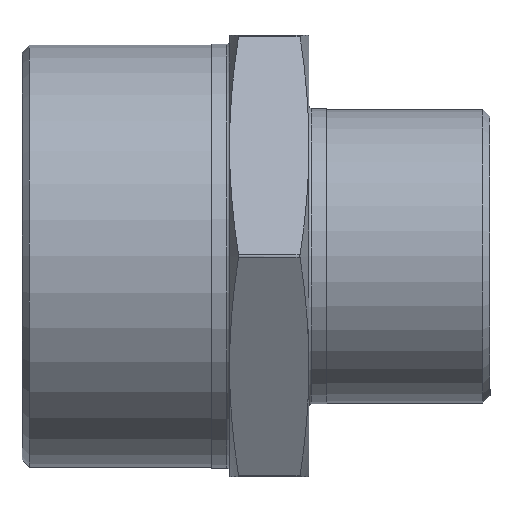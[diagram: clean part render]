
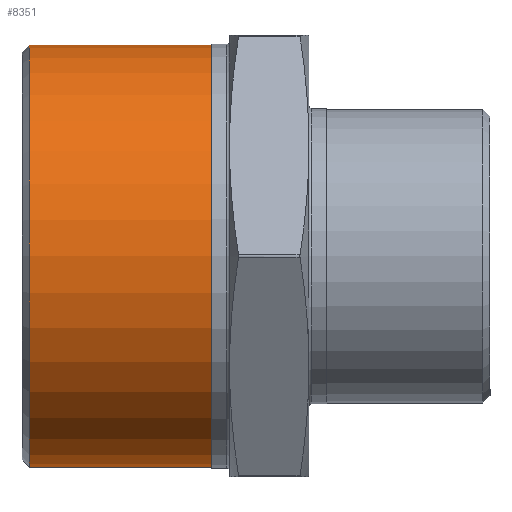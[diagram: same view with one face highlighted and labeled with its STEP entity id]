
A CAD part, front view. The second image highlights one B-rep face of the part: STEP entity #8351.
In plain terms, the highlighted cylindrical face has radius 23.901 mm (diameter 47.803 mm), a full revolution.
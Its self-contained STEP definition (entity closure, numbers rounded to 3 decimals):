
#2057 = FACE_OUTER_BOUND ( 'NONE', #6507, .T. ) ;
#2085 = CARTESIAN_POINT ( 'NONE',  ( 0., 0., 0. ) ) ;
#2092 = CYLINDRICAL_SURFACE ( 'NONE', #5036, 23.901 ) ;
#2114 = DIRECTION ( 'NONE',  ( 0., 0., 1. ) ) ;
#2123 = FACE_OUTER_BOUND ( 'NONE', #6510, .T. ) ;
#2134 = DIRECTION ( 'NONE',  ( -1., 0., 0. ) ) ;
#2919 = VERTEX_POINT ( 'NONE', #2928 ) ;
#2928 = CARTESIAN_POINT ( 'NONE',  ( -6.5, 0., 23.901 ) ) ;
#2938 = VERTEX_POINT ( 'NONE', #3209 ) ;
#3209 = CARTESIAN_POINT ( 'NONE',  ( -27.175, 0., 23.901 ) ) ;
#5036 = AXIS2_PLACEMENT_3D ( 'NONE', #2085, #2134, #2114 ) ;
#5681 = AXIS2_PLACEMENT_3D ( 'NONE', #7618, #7595, #7590 ) ;
#5687 = AXIS2_PLACEMENT_3D ( 'NONE', #7309, #7310, #7311 ) ;
#5700 = CIRCLE ( 'NONE', #5687, 23.901 ) ;
#5710 = CIRCLE ( 'NONE', #5681, 23.901 ) ;
#6507 = EDGE_LOOP ( 'NONE', ( #6904 ) ) ;
#6510 = EDGE_LOOP ( 'NONE', ( #6976 ) ) ;
#6904 = ORIENTED_EDGE ( 'NONE', *, *, #7942, .T. ) ;
#6976 = ORIENTED_EDGE ( 'NONE', *, *, #7959, .F. ) ;
#7309 = CARTESIAN_POINT ( 'NONE',  ( -27.175, 0., 0. ) ) ;
#7310 = DIRECTION ( 'NONE',  ( -1., 0., 0. ) ) ;
#7311 = DIRECTION ( 'NONE',  ( 0., 0., 1. ) ) ;
#7590 = DIRECTION ( 'NONE',  ( 0., 0., 1. ) ) ;
#7595 = DIRECTION ( 'NONE',  ( -1., 0., 0. ) ) ;
#7618 = CARTESIAN_POINT ( 'NONE',  ( -6.5, 0., 0. ) ) ;
#7942 = EDGE_CURVE ( 'NONE', #2919, #2919, #5710, .T. ) ;
#7959 = EDGE_CURVE ( 'NONE', #2938, #2938, #5700, .T. ) ;
#8351 = ADVANCED_FACE ( 'NONE', ( #2057, #2123 ), #2092, .T. ) ;
